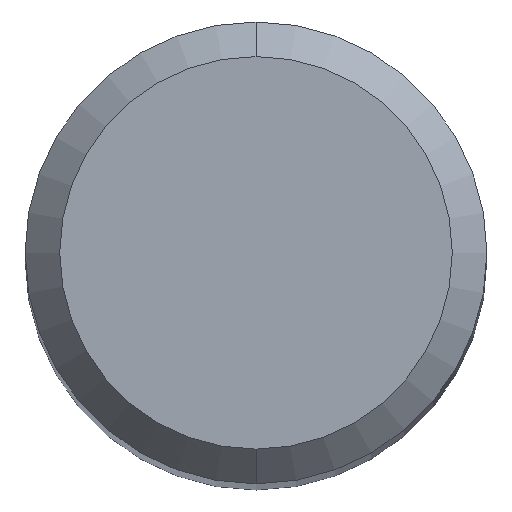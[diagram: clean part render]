
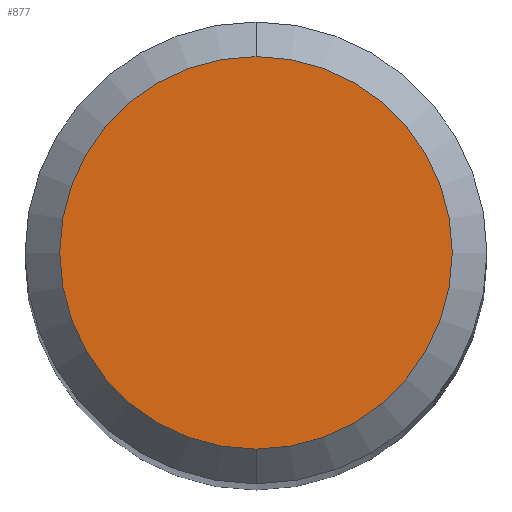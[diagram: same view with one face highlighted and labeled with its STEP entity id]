
A CAD part, top view. The second image highlights one B-rep face of the part: STEP entity #877.
In plain terms, the highlighted planar face has unit normal (0, 0, 1).
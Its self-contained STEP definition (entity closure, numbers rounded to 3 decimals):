
#735=VERTEX_POINT('',#1434);
#745=EDGE_CURVE('',#735,#893,#1445,.T.);
#877=ADVANCED_FACE('',(#1590),#1591,.T.);
#893=VERTEX_POINT('',#1607);
#987=EDGE_CURVE('',#893,#735,#1709,.T.);
#1434=CARTESIAN_POINT('',(0.,-1.7,0.0));
#1445=CIRCLE('',#3453,1.7);
#1590=FACE_OUTER_BOUND('',#4100,.T.);
#1591=PLANE('',#4101);
#1607=CARTESIAN_POINT('',(0.0,1.7,0.0));
#1709=CIRCLE('',#4602,1.7);
#3453=AXIS2_PLACEMENT_3D('',#5144,#5145,#5146);
#4100=EDGE_LOOP('',(#5293,#5294));
#4101=AXIS2_PLACEMENT_3D('',#5295,#5296,#5297);
#4602=AXIS2_PLACEMENT_3D('',#5398,#5399,#5400);
#5144=CARTESIAN_POINT('',(0.0,0.0,0.0));
#5145=DIRECTION('',(0.0,0.0,-1.0));
#5146=DIRECTION('',(0.0,1.0,0.0));
#5293=ORIENTED_EDGE('',*,*,#987,.F.);
#5294=ORIENTED_EDGE('',*,*,#745,.F.);
#5295=CARTESIAN_POINT('',(0.0,0.85,0.0));
#5296=DIRECTION('',(-0.0,0.0,1.0));
#5297=DIRECTION('',(0.0,-1.0,0.0));
#5398=CARTESIAN_POINT('',(0.0,0.0,0.0));
#5399=DIRECTION('',(0.0,0.0,-1.0));
#5400=DIRECTION('',(0.0,1.0,0.0));
